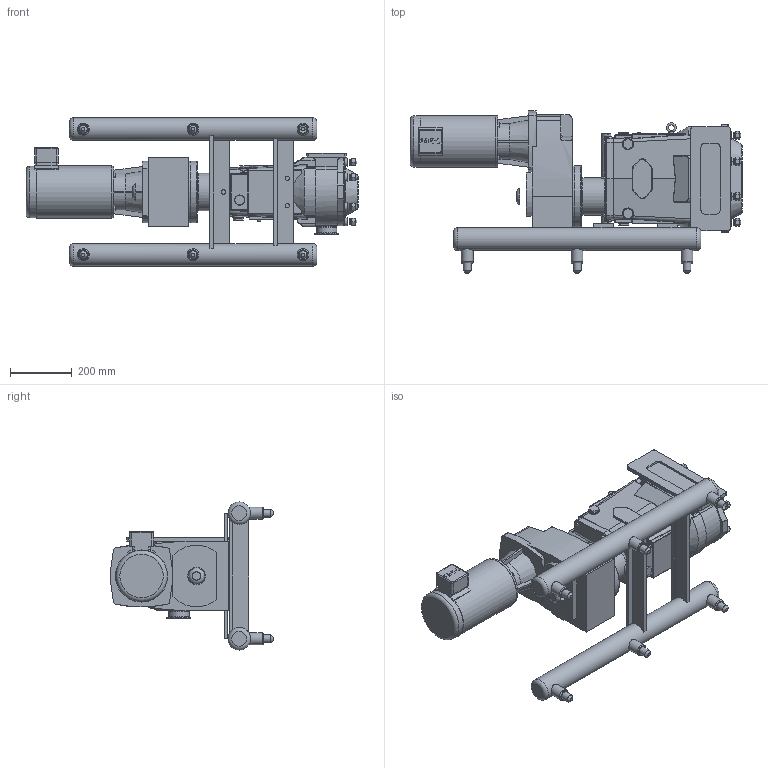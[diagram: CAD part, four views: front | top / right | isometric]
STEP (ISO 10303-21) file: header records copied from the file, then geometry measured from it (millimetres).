
FILE_DESCRIPTION(/* description */ (''),/* implementation_level */ '2;1');
FILE_NAME(/* name */ 'U2_064U2_145TC_(2.44 x 9.0)x2.5_S-Line_1.5HP_SM.stp',/* time_stamp */ '2020-10-20T15:41:33+05:00',/* author */ ('trtmhr'),/* organization */ (''),/* preprocessor_version */ 'ST-DEVELOPER v17',/* originating_system */ 'Autodesk Inventor 2018',/* authorisation */ '');
FILE_SCHEMA (('AUTOMOTIVE_DESIGN { 1 0 10303 214 3 1 1 }'));
Length unit declared in the file: inch
Products named in the file (1): U2_064U2_145TC_(2.44 x 9.0)x2.5_S-Line_1.5HP_SM
Bounding box: 1074.29 x 524.67 x 479.43 mm (x, y, z)
Volume: 50038829.5 mm3; surface area: 1912086.7 mm2
Topology: 4 solids, 4 shells, 1043 faces, 2696 edges, 1724 vertices
Faces by surface type: plane 474, cylinder 289, bspline 124, torus 89, cone 41, sphere 26
Full cylindrical faces by diameter (mm): 5.08 x1, 12.395 x5, 12.7 x4, 14.3 x3, 19.05 x8, 25.4 x14, 33.02 x1, 35.052 x2, 38.1 x6, 63.5 x1, 65.761 x2, 66.777 x1, 77.495 x1, 120.65 x1, 165.989 x1, 166.116 x1, 168.402 x1, 200 x1, 200.152 x1
Entity records: 36206 total; most frequent: CARTESIAN_POINT 10623, ORIENTED_EDGE 5368, DIRECTION 5289, EDGE_CURVE 2684, AXIS2_PLACEMENT_3D 1954, VERTEX_POINT 1724, LINE 1381, VECTOR 1381
